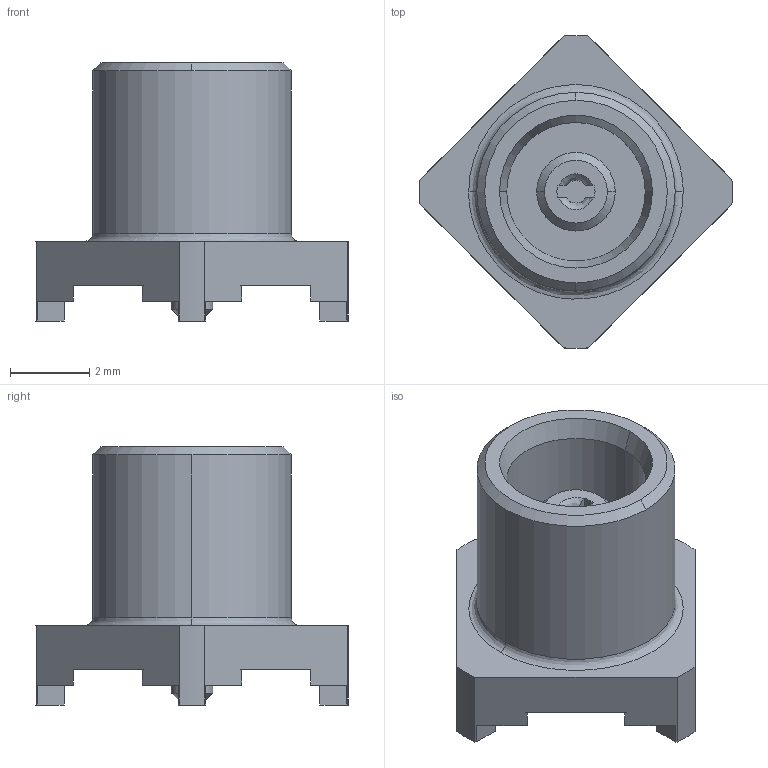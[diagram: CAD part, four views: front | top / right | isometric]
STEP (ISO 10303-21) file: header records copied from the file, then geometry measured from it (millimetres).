
FILE_DESCRIPTION (( 'STEP AP214' ), '1' );
FILE_NAME ('J01271A0031.STEP', '2010-06-29T11:39:43', ( 'markiewicz' ), ( '' ), 'SwSTEP 2.0', 'SolidWorks 2010', '' );
FILE_SCHEMA (( 'AUTOMOTIVE_DESIGN' ));
Length unit declared in the file: millimetre
Products named in the file (1): J01271A0031
Bounding box: 7.88 x 7.88 x 6.5 mm (x, y, z)
Volume: 106.7 mm3; surface area: 224.1 mm2
Topology: 1 solids, 1 shells, 79 faces, 199 edges, 130 vertices
Faces by surface type: plane 38, cylinder 27, cone 10, bspline 4
Entity records: 3418 total; most frequent: CARTESIAN_POINT 563, DIRECTION 425, ORIENTED_EDGE 398, EDGE_CURVE 199, AXIS2_PLACEMENT_3D 156, VERTEX_POINT 130, LINE 113, VECTOR 113
